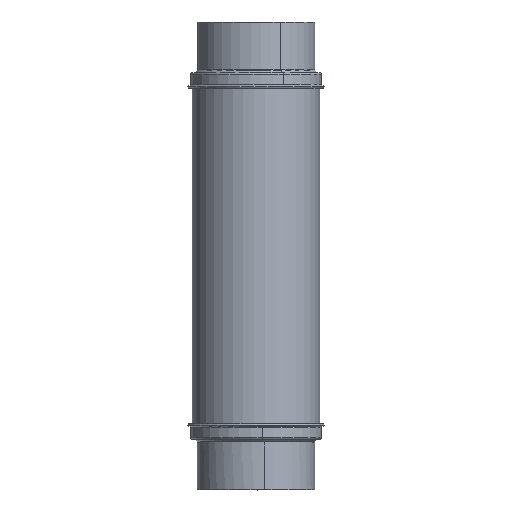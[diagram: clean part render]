
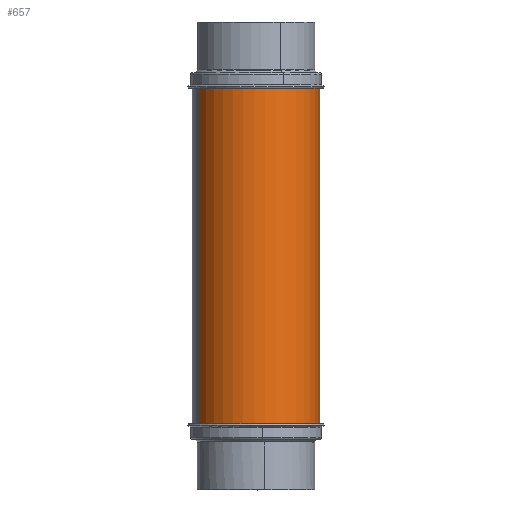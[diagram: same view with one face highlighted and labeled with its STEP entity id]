
A CAD part, top view. The second image highlights one B-rep face of the part: STEP entity #657.
In plain terms, the highlighted cylindrical face has radius 20.637 mm (diameter 41.275 mm), a partial arc.
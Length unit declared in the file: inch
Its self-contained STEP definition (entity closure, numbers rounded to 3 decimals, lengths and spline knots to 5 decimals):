
#37 = EDGE_CURVE ( 'NONE', #544, #76, #1359, .T. ) ;
#61 = CYLINDRICAL_SURFACE ( 'NONE', #937, 0.8125 ) ;
#76 = VERTEX_POINT ( 'NONE', #1163 ) ;
#188 = FACE_OUTER_BOUND ( 'NONE', #1156, .T. ) ;
#235 = DIRECTION ( 'NONE',  ( 0., 1., 0. ) ) ;
#268 = EDGE_CURVE ( 'NONE', #544, #1071, #1208, .T. ) ;
#283 = ORIENTED_EDGE ( 'NONE', *, *, #37, .F. ) ;
#314 = AXIS2_PLACEMENT_3D ( 'NONE', #824, #568, #1306 ) ;
#343 = CARTESIAN_POINT ( 'NONE',  ( 0.71493, -0.02272, -0.38605 ) ) ;
#380 = DIRECTION ( 'NONE',  ( 0., 1., 0. ) ) ;
#523 = VECTOR ( 'NONE', #380, 39.37008 ) ;
#544 = VERTEX_POINT ( 'NONE', #925 ) ;
#549 = EDGE_CURVE ( 'NONE', #980, #76, #1466, .T. ) ;
#555 = AXIS2_PLACEMENT_3D ( 'NONE', #1227, #1602, #1211 ) ;
#568 = DIRECTION ( 'NONE',  ( 0., -1., 0. ) ) ;
#591 = CARTESIAN_POINT ( 'NONE',  ( 0.71493, -4.30728, -0.38605 ) ) ;
#592 = DIRECTION ( 'NONE',  ( 0., 1., 0. ) ) ;
#657 = ADVANCED_FACE ( 'NONE', ( #188 ), #61, .T. ) ;
#766 = LINE ( 'NONE', #1279, #523 ) ;
#783 = EDGE_CURVE ( 'NONE', #1071, #980, #766, .T. ) ;
#824 = CARTESIAN_POINT ( 'NONE',  ( 0., -0.02272, 0. ) ) ;
#925 = CARTESIAN_POINT ( 'NONE',  ( -0.71493, -4.30728, 0.38605 ) ) ;
#937 = AXIS2_PLACEMENT_3D ( 'NONE', #943, #592, #1437 ) ;
#943 = CARTESIAN_POINT ( 'NONE',  ( 0., -2.54711, 0. ) ) ;
#980 = VERTEX_POINT ( 'NONE', #343 ) ;
#1071 = VERTEX_POINT ( 'NONE', #591 ) ;
#1102 = VECTOR ( 'NONE', #235, 39.37008 ) ;
#1120 = ORIENTED_EDGE ( 'NONE', *, *, #783, .T. ) ;
#1139 = ORIENTED_EDGE ( 'NONE', *, *, #549, .T. ) ;
#1156 = EDGE_LOOP ( 'NONE', ( #1491, #1120, #1139, #283 ) ) ;
#1163 = CARTESIAN_POINT ( 'NONE',  ( -0.71493, -0.02272, 0.38605 ) ) ;
#1208 = CIRCLE ( 'NONE', #555, 0.8125 ) ;
#1211 = DIRECTION ( 'NONE',  ( -1., 0., 0. ) ) ;
#1227 = CARTESIAN_POINT ( 'NONE',  ( 0., -4.30728, 0. ) ) ;
#1279 = CARTESIAN_POINT ( 'NONE',  ( 0.71493, -2.54711, -0.38605 ) ) ;
#1306 = DIRECTION ( 'NONE',  ( 0., 0., -1. ) ) ;
#1359 = LINE ( 'NONE', #1596, #1102 ) ;
#1437 = DIRECTION ( 'NONE',  ( -0.88, 0., 0.475 ) ) ;
#1466 = CIRCLE ( 'NONE', #314, 0.8125 ) ;
#1491 = ORIENTED_EDGE ( 'NONE', *, *, #268, .T. ) ;
#1596 = CARTESIAN_POINT ( 'NONE',  ( -0.71493, -2.54711, 0.38605 ) ) ;
#1602 = DIRECTION ( 'NONE',  ( 0., 1., 0. ) ) ;
